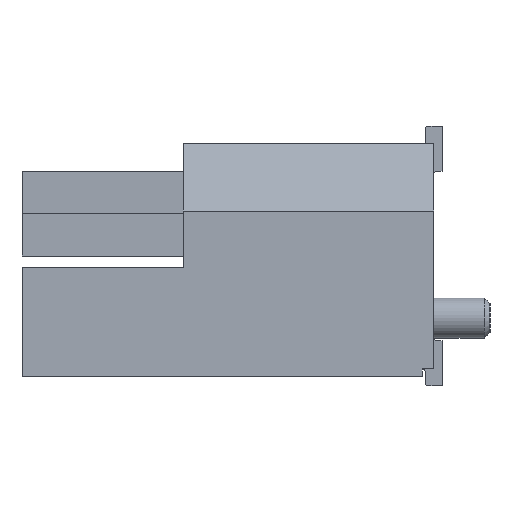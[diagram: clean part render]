
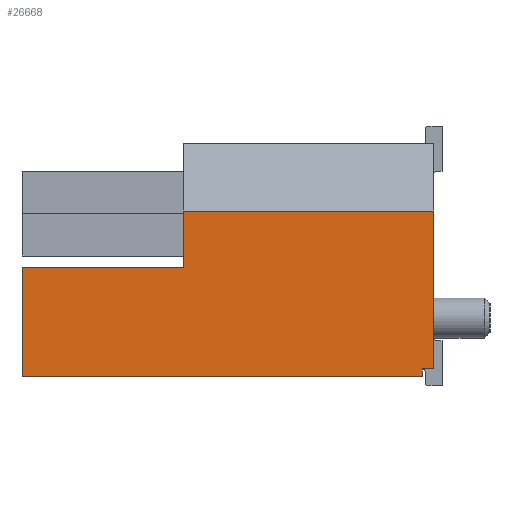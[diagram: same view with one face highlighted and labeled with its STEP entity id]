
A CAD part, left-side view. The second image highlights one B-rep face of the part: STEP entity #26668.
In plain terms, the highlighted planar face has unit normal (-1, 0, 0).
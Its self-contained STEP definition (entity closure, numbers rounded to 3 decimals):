
#5989=ORIENTED_EDGE('',*,*,#11393,.F.);
#5990=ORIENTED_EDGE('',*,*,#11394,.F.);
#5991=ORIENTED_EDGE('',*,*,#11072,.T.);
#5992=ORIENTED_EDGE('',*,*,#11395,.F.);
#5993=ORIENTED_EDGE('',*,*,#11396,.F.);
#5994=ORIENTED_EDGE('',*,*,#11397,.F.);
#5995=ORIENTED_EDGE('',*,*,#11398,.F.);
#5996=ORIENTED_EDGE('',*,*,#10902,.T.);
#10902=EDGE_CURVE('',#14043,#14042,#16984,.T.);
#11072=EDGE_CURVE('',#14213,#14212,#17152,.T.);
#11393=EDGE_CURVE('',#14453,#14042,#17473,.T.);
#11394=EDGE_CURVE('',#14213,#14453,#17474,.T.);
#11395=EDGE_CURVE('',#14454,#14212,#17475,.T.);
#11396=EDGE_CURVE('',#14455,#14454,#17476,.T.);
#11397=EDGE_CURVE('',#14456,#14455,#17477,.T.);
#11398=EDGE_CURVE('',#14043,#14456,#17478,.T.);
#14042=VERTEX_POINT('',#40677);
#14043=VERTEX_POINT('',#40679);
#14212=VERTEX_POINT('',#41018);
#14213=VERTEX_POINT('',#41020);
#14453=VERTEX_POINT('',#41622);
#14454=VERTEX_POINT('',#41625);
#14455=VERTEX_POINT('',#41627);
#14456=VERTEX_POINT('',#41629);
#16984=LINE('',#40678,#20514);
#17152=LINE('',#41019,#20682);
#17473=LINE('',#41621,#21003);
#17474=LINE('',#41623,#21004);
#17475=LINE('',#41624,#21005);
#17476=LINE('',#41626,#21006);
#17477=LINE('',#41628,#21007);
#17478=LINE('',#41630,#21008);
#20514=VECTOR('',#33295,1000.);
#20682=VECTOR('',#33469,1000.);
#21003=VECTOR('',#33872,1000.);
#21004=VECTOR('',#33873,1000.);
#21005=VECTOR('',#33874,1000.);
#21006=VECTOR('',#33875,1000.);
#21007=VECTOR('',#33876,1000.);
#21008=VECTOR('',#33877,1000.);
#22897=EDGE_LOOP('',(#5989,#5990,#5991,#5992,#5993,#5994,#5995,#5996));
#24225=FACE_BOUND('',#22897,.T.);
#25351=PLANE('',#28418);
#26668=ADVANCED_FACE('',(#24225),#25351,.F.);
#28418=AXIS2_PLACEMENT_3D('',#41620,#33870,#33871);
#33295=DIRECTION('',(0.,-1.,0.));
#33469=DIRECTION('',(0.,0.,1.));
#33870=DIRECTION('',(1.,0.,0.));
#33871=DIRECTION('',(0.,0.,-1.));
#33872=DIRECTION('',(0.,0.,-1.));
#33873=DIRECTION('',(0.,1.,0.));
#33874=DIRECTION('',(0.,-1.,0.));
#33875=DIRECTION('',(0.,0.,1.));
#33876=DIRECTION('',(0.,-1.,0.));
#33877=DIRECTION('',(0.,0.,1.));
#40677=CARTESIAN_POINT('',(-8.723,0.2,-2.14));
#40678=CARTESIAN_POINT('',(-8.723,4.443,-2.14));
#40679=CARTESIAN_POINT('',(-8.723,7.3,-2.14));
#41018=CARTESIAN_POINT('',(-8.723,0.,0.798));
#41019=CARTESIAN_POINT('',(-8.723,0.,-2.14));
#41020=CARTESIAN_POINT('',(-8.723,0.,-2.));
#41620=CARTESIAN_POINT('',(-8.723,4.443,-2.14));
#41621=CARTESIAN_POINT('',(-8.723,0.2,-2.14));
#41622=CARTESIAN_POINT('',(-8.723,0.2,-2.));
#41623=CARTESIAN_POINT('',(-8.723,4.443,-2.));
#41624=CARTESIAN_POINT('',(-8.723,4.443,0.798));
#41625=CARTESIAN_POINT('',(-8.723,4.443,0.798));
#41626=CARTESIAN_POINT('',(-8.723,4.443,-2.14));
#41627=CARTESIAN_POINT('',(-8.723,4.443,-0.2));
#41628=CARTESIAN_POINT('',(-8.723,7.3,-0.2));
#41629=CARTESIAN_POINT('',(-8.723,7.3,-0.2));
#41630=CARTESIAN_POINT('',(-8.723,7.3,-2.14));
